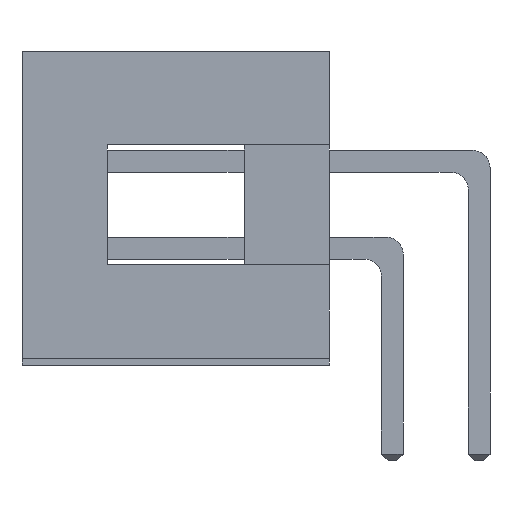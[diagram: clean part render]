
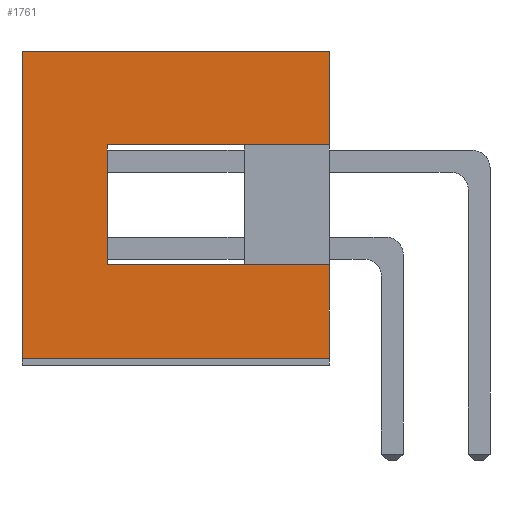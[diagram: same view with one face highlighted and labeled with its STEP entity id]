
A CAD part, front view. The second image highlights one B-rep face of the part: STEP entity #1761.
In plain terms, the highlighted planar face has unit normal (0, -1, 0).
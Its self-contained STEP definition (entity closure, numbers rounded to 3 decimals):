
#120 = VERTEX_POINT('',#121);
#121 = CARTESIAN_POINT('',(-12.225,-43.18,0.05));
#127 = EDGE_CURVE('',#120,#128,#130,.T.);
#128 = VERTEX_POINT('',#129);
#129 = CARTESIAN_POINT('',(-12.225,-43.18,9.05));
#130 = LINE('',#131,#132);
#131 = CARTESIAN_POINT('',(-12.225,-43.18,0.05));
#132 = VECTOR('',#133,1.);
#133 = DIRECTION('',(0.,0.,1.));
#284 = EDGE_CURVE('',#285,#128,#287,.T.);
#285 = VERTEX_POINT('',#286);
#286 = CARTESIAN_POINT('',(-3.225,-43.18,9.05));
#287 = LINE('',#288,#289);
#288 = CARTESIAN_POINT('',(-3.225,-43.18,9.05));
#289 = VECTOR('',#290,1.);
#290 = DIRECTION('',(-1.,0.,0.));
#436 = EDGE_CURVE('',#437,#285,#439,.T.);
#437 = VERTEX_POINT('',#438);
#438 = CARTESIAN_POINT('',(-3.225,-43.18,6.3));
#439 = LINE('',#440,#441);
#440 = CARTESIAN_POINT('',(-3.225,-43.18,0.05));
#441 = VECTOR('',#442,1.);
#442 = DIRECTION('',(0.,0.,1.));
#461 = VERTEX_POINT('',#462);
#462 = CARTESIAN_POINT('',(-3.225,-43.18,2.8));
#468 = EDGE_CURVE('',#469,#461,#471,.T.);
#469 = VERTEX_POINT('',#470);
#470 = CARTESIAN_POINT('',(-3.225,-43.18,0.05));
#471 = LINE('',#472,#473);
#472 = CARTESIAN_POINT('',(-3.225,-43.18,0.05));
#473 = VECTOR('',#474,1.);
#474 = DIRECTION('',(0.,0.,1.));
#1751 = EDGE_CURVE('',#469,#120,#1752,.T.);
#1752 = LINE('',#1753,#1754);
#1753 = CARTESIAN_POINT('',(-3.225,-43.18,0.05));
#1754 = VECTOR('',#1755,1.);
#1755 = DIRECTION('',(-1.,0.,0.));
#1761 = ADVANCED_FACE('',(#1762),#1791,.T.);
#1762 = FACE_BOUND('',#1763,.T.);
#1763 = EDGE_LOOP('',(#1764,#1765,#1766,#1767,#1775,#1783,#1789,#1790));
#1764 = ORIENTED_EDGE('',*,*,#127,.F.);
#1765 = ORIENTED_EDGE('',*,*,#1751,.F.);
#1766 = ORIENTED_EDGE('',*,*,#468,.T.);
#1767 = ORIENTED_EDGE('',*,*,#1768,.T.);
#1768 = EDGE_CURVE('',#461,#1769,#1771,.T.);
#1769 = VERTEX_POINT('',#1770);
#1770 = CARTESIAN_POINT('',(-9.725,-43.18,2.8));
#1771 = LINE('',#1772,#1773);
#1772 = CARTESIAN_POINT('',(-3.225,-43.18,2.8));
#1773 = VECTOR('',#1774,1.);
#1774 = DIRECTION('',(-1.,0.,0.));
#1775 = ORIENTED_EDGE('',*,*,#1776,.T.);
#1776 = EDGE_CURVE('',#1769,#1777,#1779,.T.);
#1777 = VERTEX_POINT('',#1778);
#1778 = CARTESIAN_POINT('',(-9.725,-43.18,6.3));
#1779 = LINE('',#1780,#1781);
#1780 = CARTESIAN_POINT('',(-9.725,-43.18,2.8));
#1781 = VECTOR('',#1782,1.);
#1782 = DIRECTION('',(0.,0.,1.));
#1783 = ORIENTED_EDGE('',*,*,#1784,.F.);
#1784 = EDGE_CURVE('',#437,#1777,#1785,.T.);
#1785 = LINE('',#1786,#1787);
#1786 = CARTESIAN_POINT('',(-3.225,-43.18,6.3));
#1787 = VECTOR('',#1788,1.);
#1788 = DIRECTION('',(-1.,0.,0.));
#1789 = ORIENTED_EDGE('',*,*,#436,.T.);
#1790 = ORIENTED_EDGE('',*,*,#284,.T.);
#1791 = PLANE('',#1792);
#1792 = AXIS2_PLACEMENT_3D('',#1793,#1794,#1795);
#1793 = CARTESIAN_POINT('',(-3.225,-43.18,0.05));
#1794 = DIRECTION('',(0.,-1.,0.));
#1795 = DIRECTION('',(-1.,0.,0.));
